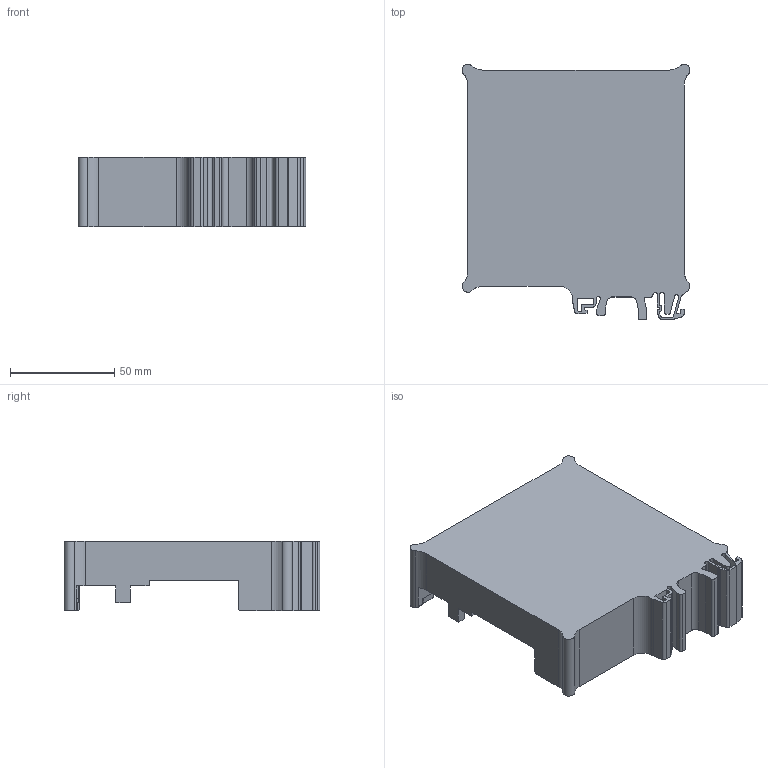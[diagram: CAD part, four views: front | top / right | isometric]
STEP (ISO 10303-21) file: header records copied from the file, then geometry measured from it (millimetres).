
FILE_DESCRIPTION(('FreeCAD Model'),'2;1');
FILE_NAME('Open CASCADE Shape Model','2025-05-08T23:13:16',(''),(''), 'Open CASCADE STEP processor 7.8','FreeCAD','Unknown');
FILE_SCHEMA(('AUTOMOTIVE_DESIGN { 1 0 10303 214 1 1 1 1 }'));
Length unit declared in the file: millimetre
Products named in the file (1): case
Bounding box: 109.59 x 122.8 x 33.5 mm (x, y, z)
Volume: 73579.3 mm3; surface area: 46218.6 mm2
Topology: 1 solids, 1 shells, 168 faces, 498 edges, 332 vertices
Faces by surface type: plane 105, cylinder 63
Full cylindrical faces by diameter (mm): 1 x4
Entity records: 5739 total; most frequent: CARTESIAN_POINT 1069, ORIENTED_EDGE 996, DIRECTION 960, EDGE_CURVE 498, LINE 368, VECTOR 368, VERTEX_POINT 332, AXIS2_PLACEMENT_3D 296
